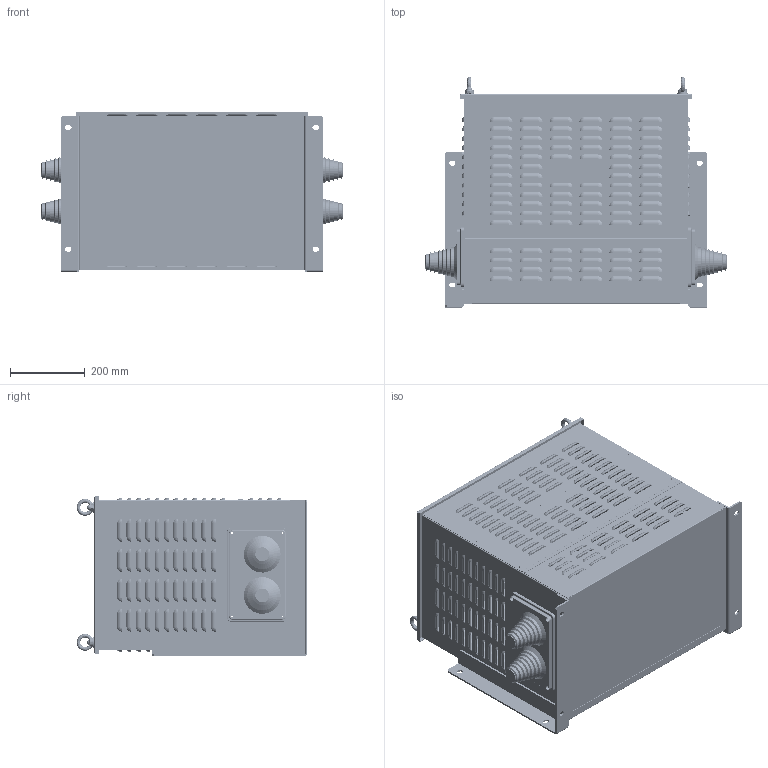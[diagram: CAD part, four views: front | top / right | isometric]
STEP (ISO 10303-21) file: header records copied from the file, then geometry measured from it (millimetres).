
FILE_DESCRIPTION (( 'STEP AP214' ), '1' );
FILE_NAME ('130B2852.STEP', '2015-02-17T15:32:26', ( 'EDV' ), ( 'Microsoft' ), 'SwSTEP 2.0', 'SolidWorks 2014', '' );
FILE_SCHEMA (( 'AUTOMOTIVE_DESIGN' ));
Length unit declared in the file: millimetre
Products named in the file (35): CU1 3UI 150; Plain Washer Large_DIN_Washer DIN 9021 - 10.5; +3810-0118; Vergußschale du_dt_klein_geknickt; Lifting eye nut 01_DIN_DIN 582-M10-N; Fußwinkel 3UI 150; Domed cap nut_DIN_DIN 1587 - M10 --NNU; Wickel 3UI 150_65; Deckel BG 50; Wickelauflage 3UI 150; Befestigungsschiene BG 50 quer neu; Druckstück 3UI 150; +1029-0022_Deckel; 3UI150-62; +1029-0022_Dichtung; Baugruppe #020-1795; Frontwand unten #020-1794_Mit Kiemen; #040-1538; Frontwand oben #020-1794_Mit Kiemen; Quadratrohr BG50; Boden #020-1794; Befestigungswinkel BG50 gekantet; Befestigungsschiene längs #020-1794; U-Blech #050-0829-31_M10; Gehäuseschale #020-1795_Mit Kiemen; U10DIN125; High-strength Stud_PMM_PEM HFH-M10-25 X--N; 130B2852; Hex Nut Style 1 GradeAB_DIN_Hexagon Nut ISO 4032 - M10 - D - N; Hex Nut Style 1 GradeAB_DIN_Hexagon Nut ISO 4032 - M8 - W - N; #050-0831; Socket Head Cap Screw_DIN_DIN 912 M5 x 25 --- 25S; Baugruppe 3UI 150_65; Hex Screw GradeAB_DIN_ISO 4017 - M5 x 16-N; CU2 3UI 150
Assembly tree (108 placements, depth 3):
  130B2852
    Baugruppe #020-1795
      Gehäuseschale #020-1795_Mit Kiemen
      Befestigungsschiene längs #020-1794  x2
      Boden #020-1794
      Frontwand oben #020-1794_Mit Kiemen
      Frontwand unten #020-1794_Mit Kiemen
      +1029-0022_Dichtung  x4
      +1029-0022_Deckel  x2
      Befestigungsschiene BG 50 quer neu  x2
      Deckel BG 50
      Domed cap nut_DIN_DIN 1587 - M10 --NNU  x2
      Lifting eye nut 01_DIN_DIN 582-M10-N  x2
      Plain Washer Large_DIN_Washer DIN 9021 - 10.5  x6
      Hex Screw GradeAB_DIN_ISO 4017 - M5 x 16-N
      Socket Head Cap Screw_DIN_DIN 912 M5 x 25 --- 25S  x4
      Hex Nut Style 1 GradeAB_DIN_Hexagon Nut ISO 4032 - M8 - W - N  x8
      High-strength Stud_PMM_PEM HFH-M10-25 X--N  x4
      U10DIN125  x6
      U-Blech #050-0829-31_M10  x4
      Befestigungswinkel BG50 gekantet  x2
      Quadratrohr BG50  x2
      #040-1538  x2
    Baugruppe 3UI 150_65
      3UI150-62
      Druckstück 3UI 150  x6
      Wickelauflage 3UI 150  x6
      Wickel 3UI 150_65  x3
      Fußwinkel 3UI 150  x2
      Vergußschale du_dt_klein_geknickt
      +3810-0118  x9
      CU1 3UI 150  x3
      CU2 3UI 150  x3
    #050-0831  x4
      U-Blech #050-0829-31_M10
      High-strength Stud_PMM_PEM HFH-M10-25 X--N
    Hex Nut Style 1 GradeAB_DIN_Hexagon Nut ISO 4032 - M10 - D - N  x4
    Plain Washer Large_DIN_Washer DIN 9021 - 10.5  x4
Bounding box: 807 x 615.8 x 425.75 mm (x, y, z)
Volume: 12961308 mm3; surface area: 6124618.5 mm2
Topology: 109 solids, 109 shells, 7234 faces, 18452 edges, 11518 vertices
Faces by surface type: plane 3729, cylinder 1685, torus 1195, cone 547, bspline 40, sphere 38
Full cylindrical faces by diameter (mm): 0.8 x18, 2 x6, 3.3 x2, 3.7 x8, 4.2 x4, 4.5 x4, 4.6 x8, 5 x121, 5.4 x2, 5.5 x8, 6 x1, 6.8 x8, 7 x12, 8 x9, 8.5 x12, 10 x26, 10.5 x10, 10.7 x6, 11 x20, 12 x4, 13 x20, 15 x2, 15.7 x8, 19.7 x6, 30 x10, 32.981 x4, 36.981 x4, 39 x4, 43 x4, 45.019 x4
Entity records: 138720 total; most frequent: DIRECTION 25723, CARTESIAN_POINT 24970, ORIENTED_EDGE 22268, EDGE_CURVE 11134, AXIS2_PLACEMENT_3D 10434, VERTEX_POINT 7179, CIRCLE 6059, EDGE_LOOP 5333
